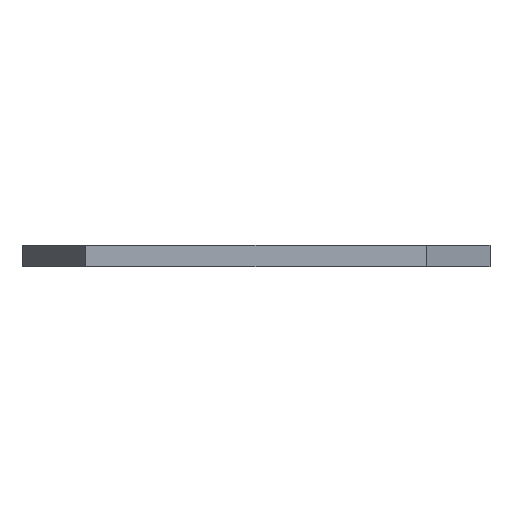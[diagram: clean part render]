
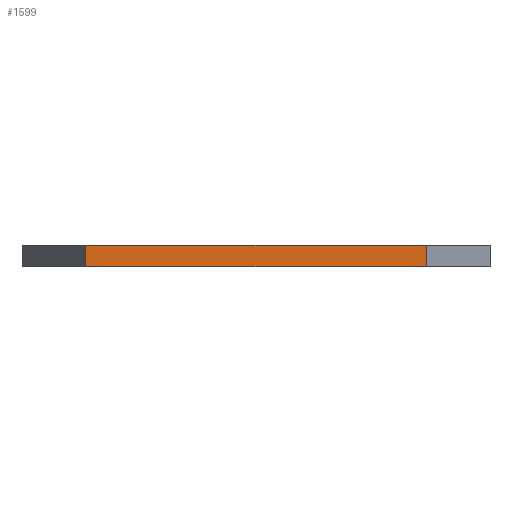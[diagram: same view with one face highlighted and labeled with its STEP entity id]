
A CAD part, front view. The second image highlights one B-rep face of the part: STEP entity #1599.
In plain terms, the highlighted planar face has unit normal (0, -1, 0).
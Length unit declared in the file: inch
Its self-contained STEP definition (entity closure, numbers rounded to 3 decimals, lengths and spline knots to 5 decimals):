
#10 = ORIENTED_EDGE ( 'NONE', *, *, #479, .T. ) ;
#17 = DIRECTION ( 'NONE',  ( 0., 0., 1. ) ) ;
#21 = EDGE_CURVE ( 'NONE', #1343, #140, #1383, .T. ) ;
#131 = EDGE_CURVE ( 'NONE', #1116, #140, #758, .T. ) ;
#140 = VERTEX_POINT ( 'NONE', #425 ) ;
#336 = DIRECTION ( 'NONE',  ( 0., 1., 0. ) ) ;
#393 = CARTESIAN_POINT ( 'NONE',  ( -2., -5.875, 0. ) ) ;
#412 = CARTESIAN_POINT ( 'NONE',  ( 2., -5.875, 0.25 ) ) ;
#425 = CARTESIAN_POINT ( 'NONE',  ( 2., -5.875, 0. ) ) ;
#479 = EDGE_CURVE ( 'NONE', #1838, #1116, #694, .T. ) ;
#487 = VECTOR ( 'NONE', #1396, 39.37008 ) ;
#524 = DIRECTION ( 'NONE',  ( 0., 0., -1. ) ) ;
#586 = CARTESIAN_POINT ( 'NONE',  ( -2.75, -5.875, 0. ) ) ;
#602 = EDGE_CURVE ( 'NONE', #1838, #1343, #1743, .T. ) ;
#694 = LINE ( 'NONE', #1382, #2016 ) ;
#758 = LINE ( 'NONE', #586, #1757 ) ;
#944 = CARTESIAN_POINT ( 'NONE',  ( -2., -5.875, 0.25 ) ) ;
#1116 = VERTEX_POINT ( 'NONE', #393 ) ;
#1285 = EDGE_LOOP ( 'NONE', ( #1712, #10, #2177, #1303 ) ) ;
#1290 = DIRECTION ( 'NONE',  ( 1., 0., 0. ) ) ;
#1303 = ORIENTED_EDGE ( 'NONE', *, *, #21, .F. ) ;
#1343 = VERTEX_POINT ( 'NONE', #412 ) ;
#1382 = CARTESIAN_POINT ( 'NONE',  ( -2., -5.875, 0.25 ) ) ;
#1383 = LINE ( 'NONE', #1873, #487 ) ;
#1396 = DIRECTION ( 'NONE',  ( 0., 0., -1. ) ) ;
#1593 = VECTOR ( 'NONE', #1290, 39.37008 ) ;
#1599 = ADVANCED_FACE ( 'NONE', ( #1899 ), #1735, .F. ) ;
#1712 = ORIENTED_EDGE ( 'NONE', *, *, #602, .F. ) ;
#1735 = PLANE ( 'NONE',  #2085 ) ;
#1743 = LINE ( 'NONE', #2101, #1593 ) ;
#1757 = VECTOR ( 'NONE', #1801, 39.37008 ) ;
#1801 = DIRECTION ( 'NONE',  ( 1., 0., 0. ) ) ;
#1838 = VERTEX_POINT ( 'NONE', #944 ) ;
#1862 = CARTESIAN_POINT ( 'NONE',  ( -2.75, -5.875, 0.25 ) ) ;
#1873 = CARTESIAN_POINT ( 'NONE',  ( 2., -5.875, 0.25 ) ) ;
#1899 = FACE_OUTER_BOUND ( 'NONE', #1285, .T. ) ;
#2016 = VECTOR ( 'NONE', #524, 39.37008 ) ;
#2085 = AXIS2_PLACEMENT_3D ( 'NONE', #1862, #336, #17 ) ;
#2101 = CARTESIAN_POINT ( 'NONE',  ( -2.75, -5.875, 0.25 ) ) ;
#2177 = ORIENTED_EDGE ( 'NONE', *, *, #131, .T. ) ;
